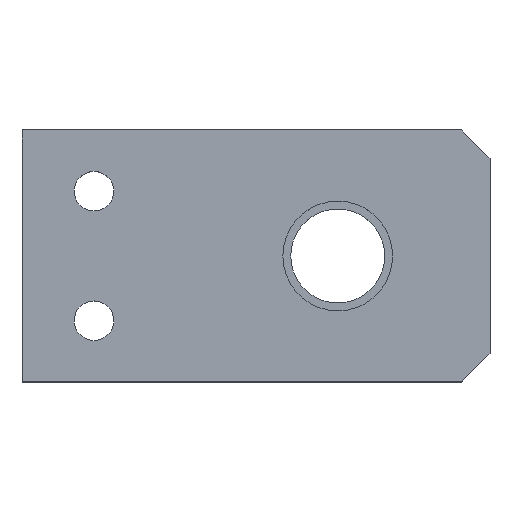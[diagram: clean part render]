
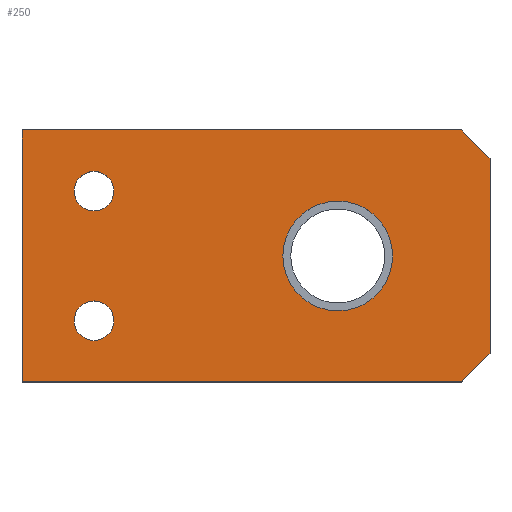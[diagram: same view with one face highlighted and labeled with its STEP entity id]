
A CAD part, top view. The second image highlights one B-rep face of the part: STEP entity #250.
In plain terms, the highlighted planar face has unit normal (0, 0, 1).
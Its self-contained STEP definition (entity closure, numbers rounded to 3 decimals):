
#27=FACE_BOUND('',#69,.T.);
#28=FACE_BOUND('',#70,.T.);
#29=FACE_BOUND('',#71,.T.);
#38=PLANE('',#294);
#51=FACE_OUTER_BOUND('',#68,.T.);
#68=EDGE_LOOP('',(#225,#226,#227,#228,#229,#230));
#69=EDGE_LOOP('',(#231));
#70=EDGE_LOOP('',(#232));
#71=EDGE_LOOP('',(#233));
#76=LINE('',#390,#98);
#82=LINE('',#401,#104);
#87=LINE('',#412,#109);
#90=LINE('',#418,#112);
#92=LINE('',#421,#114);
#93=LINE('',#423,#115);
#98=VECTOR('',#329,10.);
#104=VECTOR('',#337,10.);
#109=VECTOR('',#346,10.);
#112=VECTOR('',#351,10.);
#114=VECTOR('',#355,10.);
#115=VECTOR('',#358,10.);
#116=CIRCLE('',#275,7.625);
#120=CIRCLE('',#282,2.75);
#122=CIRCLE('',#285,2.75);
#124=VERTEX_POINT('',#363);
#128=VERTEX_POINT('',#376);
#130=VERTEX_POINT('',#382);
#132=VERTEX_POINT('',#388);
#133=VERTEX_POINT('',#389);
#137=VERTEX_POINT('',#399);
#141=VERTEX_POINT('',#411);
#142=VERTEX_POINT('',#415);
#143=VERTEX_POINT('',#417);
#144=EDGE_CURVE('',#124,#124,#116,.T.);
#150=EDGE_CURVE('',#128,#128,#120,.T.);
#153=EDGE_CURVE('',#130,#130,#122,.T.);
#156=EDGE_CURVE('',#132,#133,#76,.T.);
#162=EDGE_CURVE('',#132,#137,#82,.T.);
#167=EDGE_CURVE('',#141,#137,#87,.T.);
#170=EDGE_CURVE('',#143,#142,#90,.T.);
#172=EDGE_CURVE('',#141,#143,#92,.T.);
#173=EDGE_CURVE('',#142,#133,#93,.T.);
#225=ORIENTED_EDGE('',*,*,#156,.F.);
#226=ORIENTED_EDGE('',*,*,#162,.T.);
#227=ORIENTED_EDGE('',*,*,#167,.F.);
#228=ORIENTED_EDGE('',*,*,#172,.T.);
#229=ORIENTED_EDGE('',*,*,#170,.T.);
#230=ORIENTED_EDGE('',*,*,#173,.T.);
#231=ORIENTED_EDGE('',*,*,#144,.T.);
#232=ORIENTED_EDGE('',*,*,#150,.T.);
#233=ORIENTED_EDGE('',*,*,#153,.T.);
#250=ADVANCED_FACE('',(#51,#27,#28,#29),#38,.T.);
#275=AXIS2_PLACEMENT_3D('',#364,#299,#300);
#282=AXIS2_PLACEMENT_3D('',#377,#315,#316);
#285=AXIS2_PLACEMENT_3D('',#383,#322,#323);
#294=AXIS2_PLACEMENT_3D('',#424,#359,#360);
#299=DIRECTION('center_axis',(0.,0.,-1.));
#300=DIRECTION('ref_axis',(1.,0.,0.));
#315=DIRECTION('center_axis',(0.,0.,-1.));
#316=DIRECTION('ref_axis',(1.,0.,0.));
#322=DIRECTION('center_axis',(0.,0.,-1.));
#323=DIRECTION('ref_axis',(1.,0.,0.));
#329=DIRECTION('',(-0.707,-0.707,0.));
#337=DIRECTION('',(0.,1.,0.));
#346=DIRECTION('',(0.707,-0.707,0.));
#351=DIRECTION('',(0.,-1.,0.));
#355=DIRECTION('',(-1.,0.,0.));
#358=DIRECTION('',(1.,0.,0.));
#359=DIRECTION('center_axis',(0.,0.,1.));
#360=DIRECTION('ref_axis',(1.,0.,0.));
#363=CARTESIAN_POINT('',(431.863,268.594,5.3));
#364=CARTESIAN_POINT('Origin',(439.488,268.594,5.3));
#376=CARTESIAN_POINT('',(402.888,277.594,5.3));
#377=CARTESIAN_POINT('Origin',(405.638,277.594,5.3));
#382=CARTESIAN_POINT('',(402.888,259.594,5.3));
#383=CARTESIAN_POINT('Origin',(405.638,259.594,5.3));
#388=CARTESIAN_POINT('',(460.638,255.094,5.3));
#389=CARTESIAN_POINT('',(456.638,251.094,5.3));
#390=CARTESIAN_POINT('',(454.888,249.344,5.3));
#399=CARTESIAN_POINT('',(460.638,282.094,5.3));
#401=CARTESIAN_POINT('',(460.638,251.094,5.3));
#411=CARTESIAN_POINT('',(456.638,286.094,5.3));
#412=CARTESIAN_POINT('',(454.888,287.844,5.3));
#415=CARTESIAN_POINT('',(395.638,251.094,5.3));
#417=CARTESIAN_POINT('',(395.638,286.094,5.3));
#418=CARTESIAN_POINT('',(395.638,286.094,5.3));
#421=CARTESIAN_POINT('',(460.638,286.094,5.3));
#423=CARTESIAN_POINT('',(395.638,251.094,5.3));
#424=CARTESIAN_POINT('Origin',(428.138,268.594,5.3));
